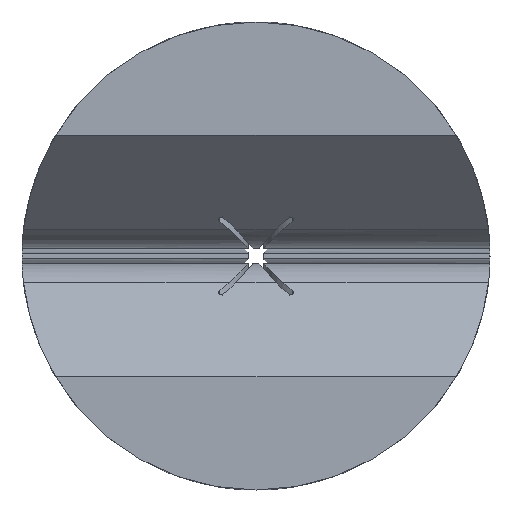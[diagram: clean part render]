
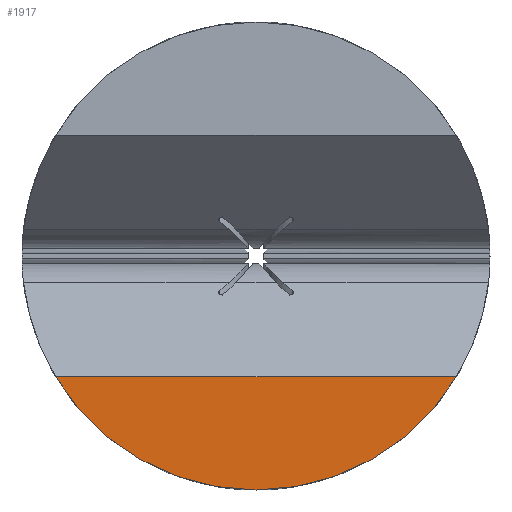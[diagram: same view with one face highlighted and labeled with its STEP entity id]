
A CAD part, front view. The second image highlights one B-rep face of the part: STEP entity #1917.
In plain terms, the highlighted planar face has unit normal (0, -1, 0).
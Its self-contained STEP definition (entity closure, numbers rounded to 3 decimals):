
#188 = DIRECTION ( 'NONE',  ( 0., 1., 0. ) ) ;
#244 = VERTEX_POINT ( 'NONE', #980 ) ;
#401 = AXIS2_PLACEMENT_3D ( 'NONE', #2065, #700, #1389 ) ;
#528 = CARTESIAN_POINT ( 'NONE',  ( 0., -6., 0. ) ) ;
#532 = VERTEX_POINT ( 'NONE', #749 ) ;
#549 = CARTESIAN_POINT ( 'NONE',  ( 15., -6., -5.165 ) ) ;
#603 = ORIENTED_EDGE ( 'NONE', *, *, #2173, .F. ) ;
#630 = CIRCLE ( 'NONE', #401, 10. ) ;
#700 = DIRECTION ( 'NONE',  ( 0., 1., 0. ) ) ;
#706 = FACE_OUTER_BOUND ( 'NONE', #1252, .T. ) ;
#749 = CARTESIAN_POINT ( 'NONE',  ( 8.563, -6., -5.165 ) ) ;
#879 = VECTOR ( 'NONE', #1176, 1000. ) ;
#881 = CIRCLE ( 'NONE', #1055, 10. ) ;
#980 = CARTESIAN_POINT ( 'NONE',  ( -8.563, -6., -5.165 ) ) ;
#1055 = AXIS2_PLACEMENT_3D ( 'NONE', #528, #188, #1488 ) ;
#1176 = DIRECTION ( 'NONE',  ( -1., 0., 0. ) ) ;
#1181 = PLANE ( 'NONE',  #1204 ) ;
#1204 = AXIS2_PLACEMENT_3D ( 'NONE', #549, #1866, #1224 ) ;
#1224 = DIRECTION ( 'NONE',  ( 0., 0., 1. ) ) ;
#1235 = VERTEX_POINT ( 'NONE', #1782 ) ;
#1252 = EDGE_LOOP ( 'NONE', ( #1967, #603, #2091 ) ) ;
#1389 = DIRECTION ( 'NONE',  ( 0., 0., 1. ) ) ;
#1441 = EDGE_CURVE ( 'NONE', #532, #244, #1590, .T. ) ;
#1488 = DIRECTION ( 'NONE',  ( 0., 0., 1. ) ) ;
#1590 = LINE ( 'NONE', #1651, #879 ) ;
#1651 = CARTESIAN_POINT ( 'NONE',  ( 15., -6., -5.165 ) ) ;
#1782 = CARTESIAN_POINT ( 'NONE',  ( 0., -6., -10. ) ) ;
#1866 = DIRECTION ( 'NONE',  ( 0., 1., 0. ) ) ;
#1917 = ADVANCED_FACE ( 'NONE', ( #706 ), #1181, .F. ) ;
#1967 = ORIENTED_EDGE ( 'NONE', *, *, #1441, .T. ) ;
#2065 = CARTESIAN_POINT ( 'NONE',  ( 0., -6., 0. ) ) ;
#2091 = ORIENTED_EDGE ( 'NONE', *, *, #2101, .F. ) ;
#2101 = EDGE_CURVE ( 'NONE', #532, #1235, #881, .T. ) ;
#2173 = EDGE_CURVE ( 'NONE', #1235, #244, #630, .T. ) ;
